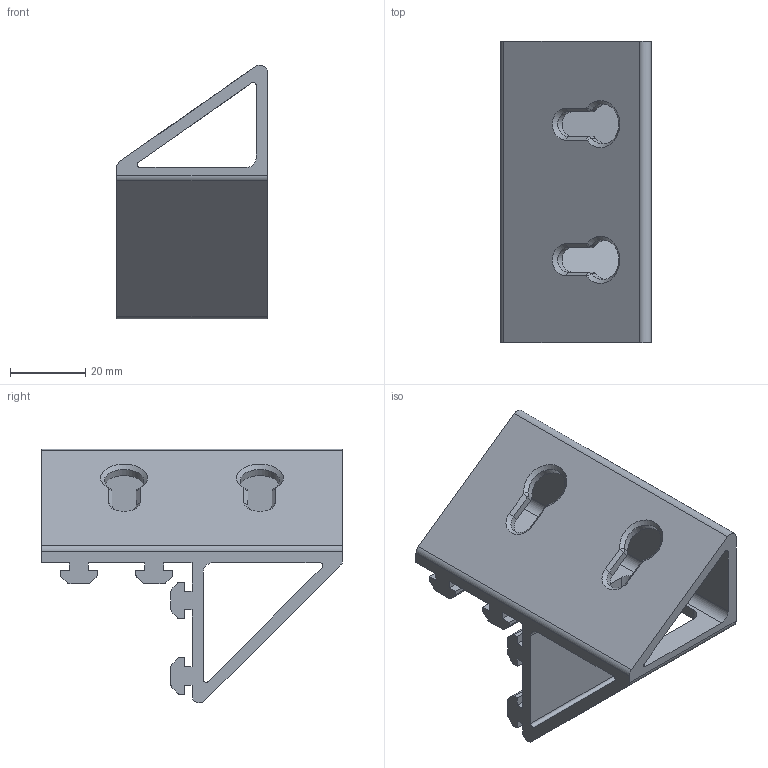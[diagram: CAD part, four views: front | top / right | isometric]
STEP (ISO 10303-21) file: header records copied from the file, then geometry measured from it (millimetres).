
FILE_DESCRIPTION(/* description */ (''),/* implementation_level */ '2;1');
FILE_NAME(/* name */ 'Screen_rpi_support v11.step',/* time_stamp */ '2020-11-12T07:44:12-05:00',/* author */ (''),/* organization */ (''),/* preprocessor_version */ 'ST-DEVELOPER v18.1',/* originating_system */ 'Autodesk Translation Framework v9.3.0.1241',/* authorisation */ '');
FILE_SCHEMA (('AUTOMOTIVE_DESIGN { 1 0 10303 214 3 1 1 }'));
Length unit declared in the file: millimetre
Products named in the file (1): Screen_rpi_support
Bounding box: 40 x 80 x 67.33 mm (x, y, z)
Volume: 40524.6 mm3; surface area: 26352.9 mm2
Topology: 1 solids, 1 shells, 112 faces, 318 edges, 208 vertices
Faces by surface type: plane 66, cylinder 38, cone 8
Entity records: 3690 total; most frequent: CARTESIAN_POINT 639, ORIENTED_EDGE 636, DIRECTION 628, EDGE_CURVE 318, LINE 234, VECTOR 234, VERTEX_POINT 208, AXIS2_PLACEMENT_3D 197
